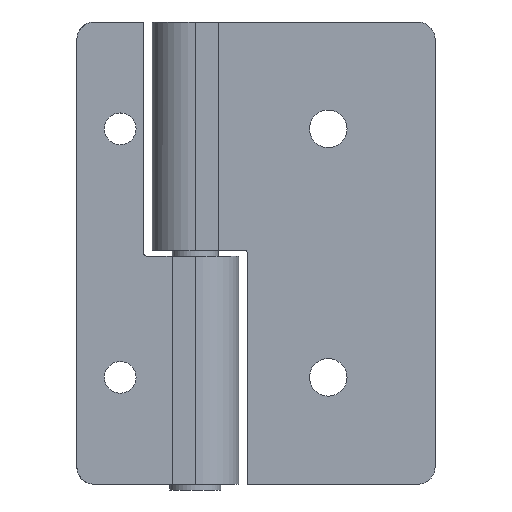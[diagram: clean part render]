
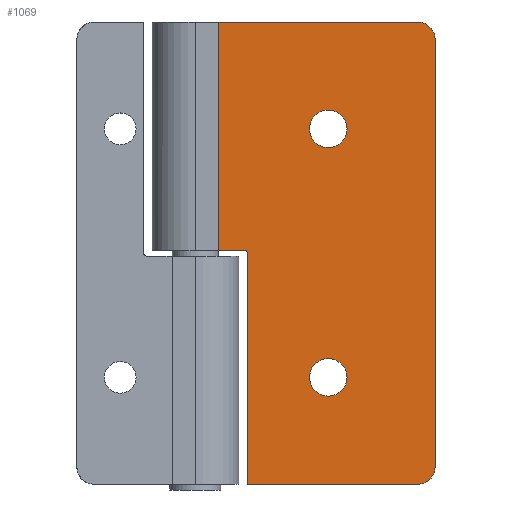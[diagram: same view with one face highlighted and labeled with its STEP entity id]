
A CAD part, front view. The second image highlights one B-rep face of the part: STEP entity #1069.
In plain terms, the highlighted planar face has unit normal (0, -1, 0).
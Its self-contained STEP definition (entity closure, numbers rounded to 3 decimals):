
#9 = VERTEX_POINT ( 'NONE', #1612 ) ;
#26 = DIRECTION ( 'NONE',  ( 0., -1., 0. ) ) ;
#37 = LINE ( 'NONE', #3136, #1262 ) ;
#46 = DIRECTION ( 'NONE',  ( 0., 1., 0. ) ) ;
#79 = AXIS2_PLACEMENT_3D ( 'NONE', #1460, #46, #3146 ) ;
#88 = CARTESIAN_POINT ( 'NONE',  ( 9., -8.1, -40. ) ) ;
#92 = VERTEX_POINT ( 'NONE', #1174 ) ;
#149 = VERTEX_POINT ( 'NONE', #1087 ) ;
#230 = EDGE_CURVE ( 'NONE', #149, #656, #1543, .T. ) ;
#247 = CARTESIAN_POINT ( 'NONE',  ( 23., -8.1, 24.75 ) ) ;
#251 = VECTOR ( 'NONE', #836, 1000. ) ;
#253 = EDGE_CURVE ( 'NONE', #2576, #2361, #2799, .T. ) ;
#277 = FACE_BOUND ( 'NONE', #2633, .T. ) ;
#314 = CIRCLE ( 'NONE', #2075, 3. ) ;
#350 = EDGE_CURVE ( 'NONE', #9, #2774, #1473, .T. ) ;
#373 = CARTESIAN_POINT ( 'NONE',  ( 38.5, -8.1, -37. ) ) ;
#374 = AXIS2_PLACEMENT_3D ( 'NONE', #2499, #2146, #1782 ) ;
#418 = CIRCLE ( 'NONE', #750, 3.25 ) ;
#444 = FACE_OUTER_BOUND ( 'NONE', #3205, .T. ) ;
#525 = EDGE_CURVE ( 'NONE', #1138, #2576, #37, .T. ) ;
#543 = AXIS2_PLACEMENT_3D ( 'NONE', #2618, #2273, #1921 ) ;
#600 = CARTESIAN_POINT ( 'NONE',  ( 23., -8.1, -24.75 ) ) ;
#603 = ORIENTED_EDGE ( 'NONE', *, *, #230, .T. ) ;
#641 = ORIENTED_EDGE ( 'NONE', *, *, #350, .F. ) ;
#648 = CARTESIAN_POINT ( 'NONE',  ( 9., -8.1, 0. ) ) ;
#656 = VERTEX_POINT ( 'NONE', #3251 ) ;
#671 = EDGE_LOOP ( 'NONE', ( #3016, #2793 ) ) ;
#732 = CIRCLE ( 'NONE', #2319, 3.25 ) ;
#750 = AXIS2_PLACEMENT_3D ( 'NONE', #3164, #2819, #2473 ) ;
#766 = DIRECTION ( 'NONE',  ( -1., 0., 0. ) ) ;
#836 = DIRECTION ( 'NONE',  ( 0., 0., 1. ) ) ;
#904 = DIRECTION ( 'NONE',  ( 0., 0., 1. ) ) ;
#953 = DIRECTION ( 'NONE',  ( 0., 0., 1. ) ) ;
#1027 = EDGE_CURVE ( 'NONE', #9, #149, #3250, .T. ) ;
#1069 = ADVANCED_FACE ( 'NONE', ( #3204, #277, #444 ), #2971, .F. ) ;
#1087 = CARTESIAN_POINT ( 'NONE',  ( 41.5, -8.1, -37. ) ) ;
#1125 = CARTESIAN_POINT ( 'NONE',  ( 9., -8.1, -40. ) ) ;
#1138 = VERTEX_POINT ( 'NONE', #2538 ) ;
#1159 = LINE ( 'NONE', #88, #2179 ) ;
#1174 = CARTESIAN_POINT ( 'NONE',  ( 23., -8.1, 18.25 ) ) ;
#1192 = CARTESIAN_POINT ( 'NONE',  ( 41.5, -8.1, 40. ) ) ;
#1217 = CIRCLE ( 'NONE', #79, 0.5 ) ;
#1222 = EDGE_CURVE ( 'NONE', #1910, #3295, #1940, .T. ) ;
#1245 = ORIENTED_EDGE ( 'NONE', *, *, #253, .T. ) ;
#1258 = DIRECTION ( 'NONE',  ( 0., 1., 0. ) ) ;
#1262 = VECTOR ( 'NONE', #2795, 1000. ) ;
#1280 = EDGE_CURVE ( 'NONE', #656, #1138, #314, .T. ) ;
#1312 = DIRECTION ( 'NONE',  ( 0., 1., 0. ) ) ;
#1460 = CARTESIAN_POINT ( 'NONE',  ( 8.5, -8.1, 0. ) ) ;
#1473 = LINE ( 'NONE', #1125, #2488 ) ;
#1522 = EDGE_CURVE ( 'NONE', #2361, #1644, #2740, .T. ) ;
#1541 = ORIENTED_EDGE ( 'NONE', *, *, #3284, .T. ) ;
#1543 = LINE ( 'NONE', #1192, #251 ) ;
#1572 = ORIENTED_EDGE ( 'NONE', *, *, #1810, .F. ) ;
#1612 = CARTESIAN_POINT ( 'NONE',  ( 38.5, -8.1, -40. ) ) ;
#1615 = CARTESIAN_POINT ( 'NONE',  ( 23., -8.1, -21.5 ) ) ;
#1644 = VERTEX_POINT ( 'NONE', #2071 ) ;
#1673 = CARTESIAN_POINT ( 'NONE',  ( 23., -8.1, -21.5 ) ) ;
#1695 = ORIENTED_EDGE ( 'NONE', *, *, #2381, .T. ) ;
#1769 = ORIENTED_EDGE ( 'NONE', *, *, #1222, .T. ) ;
#1782 = DIRECTION ( 'NONE',  ( 0., 0., 1. ) ) ;
#1810 = EDGE_CURVE ( 'NONE', #2774, #1929, #1159, .T. ) ;
#1905 = AXIS2_PLACEMENT_3D ( 'NONE', #1615, #1258, #904 ) ;
#1910 = VERTEX_POINT ( 'NONE', #2084 ) ;
#1921 = DIRECTION ( 'NONE',  ( 0., 0., 1. ) ) ;
#1922 = CARTESIAN_POINT ( 'NONE',  ( 4., -8.1, 0.5 ) ) ;
#1929 = VERTEX_POINT ( 'NONE', #648 ) ;
#1940 = CIRCLE ( 'NONE', #1905, 3.25 ) ;
#1950 = ORIENTED_EDGE ( 'NONE', *, *, #525, .T. ) ;
#2014 = CARTESIAN_POINT ( 'NONE',  ( 9., -8.1, -40. ) ) ;
#2029 = DIRECTION ( 'NONE',  ( 1., 0., 0. ) ) ;
#2071 = CARTESIAN_POINT ( 'NONE',  ( 8.5, -8.1, 0.5 ) ) ;
#2075 = AXIS2_PLACEMENT_3D ( 'NONE', #3219, #2866, #2521 ) ;
#2084 = CARTESIAN_POINT ( 'NONE',  ( 23., -8.1, -18.25 ) ) ;
#2095 = DIRECTION ( 'NONE',  ( 0., 0., -1. ) ) ;
#2131 = ORIENTED_EDGE ( 'NONE', *, *, #1280, .T. ) ;
#2146 = DIRECTION ( 'NONE',  ( 0., 1., 0. ) ) ;
#2179 = VECTOR ( 'NONE', #3201, 1000. ) ;
#2273 = DIRECTION ( 'NONE',  ( 0., 1., 0. ) ) ;
#2319 = AXIS2_PLACEMENT_3D ( 'NONE', #1673, #1312, #953 ) ;
#2361 = VERTEX_POINT ( 'NONE', #1922 ) ;
#2381 = EDGE_CURVE ( 'NONE', #1644, #1929, #1217, .T. ) ;
#2384 = CARTESIAN_POINT ( 'NONE',  ( 41.5, -8.1, 0.5 ) ) ;
#2455 = CARTESIAN_POINT ( 'NONE',  ( 4., -8.1, 0.5 ) ) ;
#2473 = DIRECTION ( 'NONE',  ( 0., 0., 1. ) ) ;
#2488 = VECTOR ( 'NONE', #766, 1000. ) ;
#2499 = CARTESIAN_POINT ( 'NONE',  ( 23., -8.1, 21.5 ) ) ;
#2505 = AXIS2_PLACEMENT_3D ( 'NONE', #373, #26, #3126 ) ;
#2510 = VERTEX_POINT ( 'NONE', #247 ) ;
#2521 = DIRECTION ( 'NONE',  ( 0., 0., 1. ) ) ;
#2538 = CARTESIAN_POINT ( 'NONE',  ( 38.5, -8.1, 40. ) ) ;
#2576 = VERTEX_POINT ( 'NONE', #2579 ) ;
#2579 = CARTESIAN_POINT ( 'NONE',  ( 4., -8.1, 40. ) ) ;
#2618 = CARTESIAN_POINT ( 'NONE',  ( 0., -8.1, 0. ) ) ;
#2623 = EDGE_CURVE ( 'NONE', #2510, #92, #3342, .T. ) ;
#2633 = EDGE_LOOP ( 'NONE', ( #1769, #1541 ) ) ;
#2696 = VECTOR ( 'NONE', #2095, 1000. ) ;
#2699 = ORIENTED_EDGE ( 'NONE', *, *, #1027, .T. ) ;
#2740 = LINE ( 'NONE', #2384, #3064 ) ;
#2774 = VERTEX_POINT ( 'NONE', #2014 ) ;
#2793 = ORIENTED_EDGE ( 'NONE', *, *, #2881, .T. ) ;
#2795 = DIRECTION ( 'NONE',  ( -1., 0., 0. ) ) ;
#2799 = LINE ( 'NONE', #2455, #2696 ) ;
#2819 = DIRECTION ( 'NONE',  ( 0., 1., 0. ) ) ;
#2866 = DIRECTION ( 'NONE',  ( 0., -1., 0. ) ) ;
#2872 = ORIENTED_EDGE ( 'NONE', *, *, #1522, .T. ) ;
#2881 = EDGE_CURVE ( 'NONE', #92, #2510, #418, .T. ) ;
#2971 = PLANE ( 'NONE',  #543 ) ;
#3016 = ORIENTED_EDGE ( 'NONE', *, *, #2623, .T. ) ;
#3064 = VECTOR ( 'NONE', #2029, 1000. ) ;
#3126 = DIRECTION ( 'NONE',  ( 0., 0., 1. ) ) ;
#3136 = CARTESIAN_POINT ( 'NONE',  ( 4., -8.1, 40. ) ) ;
#3146 = DIRECTION ( 'NONE',  ( 0., 0., 1. ) ) ;
#3164 = CARTESIAN_POINT ( 'NONE',  ( 23., -8.1, 21.5 ) ) ;
#3201 = DIRECTION ( 'NONE',  ( 0., 0., 1. ) ) ;
#3204 = FACE_BOUND ( 'NONE', #671, .T. ) ;
#3205 = EDGE_LOOP ( 'NONE', ( #603, #2131, #1950, #1245, #2872, #1695, #1572, #641, #2699 ) ) ;
#3219 = CARTESIAN_POINT ( 'NONE',  ( 38.5, -8.1, 37. ) ) ;
#3250 = CIRCLE ( 'NONE', #2505, 3. ) ;
#3251 = CARTESIAN_POINT ( 'NONE',  ( 41.5, -8.1, 37. ) ) ;
#3284 = EDGE_CURVE ( 'NONE', #3295, #1910, #732, .T. ) ;
#3295 = VERTEX_POINT ( 'NONE', #600 ) ;
#3342 = CIRCLE ( 'NONE', #374, 3.25 ) ;
